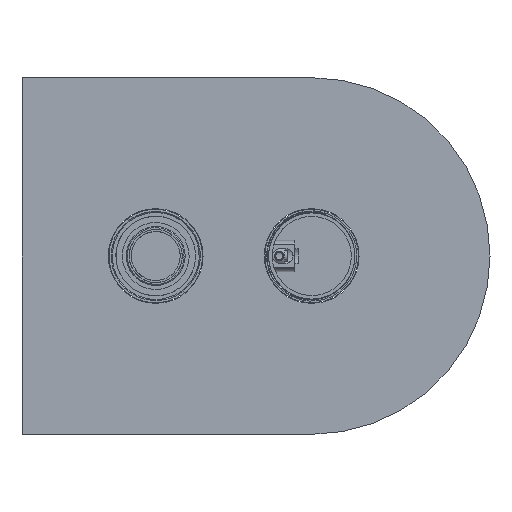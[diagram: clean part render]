
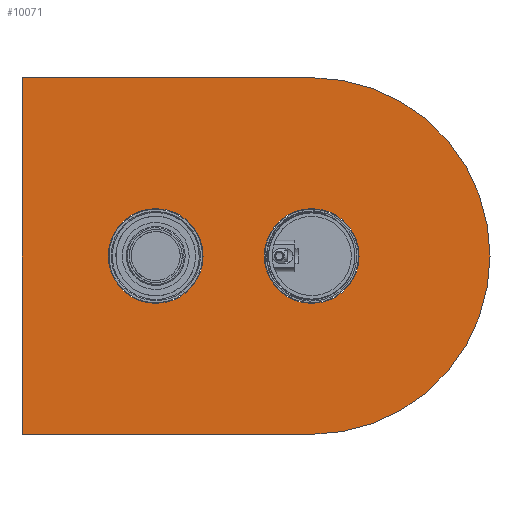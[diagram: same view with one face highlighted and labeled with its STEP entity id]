
A CAD part, left-side view. The second image highlights one B-rep face of the part: STEP entity #10071.
In plain terms, the highlighted planar face has unit normal (-1, 0, 0).
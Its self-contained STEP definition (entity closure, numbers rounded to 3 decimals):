
#510 = PLANE ( 'NONE',  #908 ) ;
#908 = AXIS2_PLACEMENT_3D ( 'NONE', #2554, #4474, #10996 ) ;
#912 = ORIENTED_EDGE ( 'NONE', *, *, #2050, .T. ) ;
#952 = CARTESIAN_POINT ( 'NONE',  ( -1.419, 130., -80. ) ) ;
#1002 = EDGE_LOOP ( 'NONE', ( #4402 ) ) ;
#1013 = CARTESIAN_POINT ( 'NONE',  ( -1.419, 0., 0. ) ) ;
#1059 = EDGE_LOOP ( 'NONE', ( #4022 ) ) ;
#1726 = DIRECTION ( 'NONE',  ( 0., 1., 0. ) ) ;
#2050 = EDGE_CURVE ( 'NONE', #5276, #2129, #2137, .T. ) ;
#2129 = VERTEX_POINT ( 'NONE', #12113 ) ;
#2137 = CIRCLE ( 'NONE', #11029, 80. ) ;
#2213 = EDGE_CURVE ( 'NONE', #8864, #8864, #10478, .T. ) ;
#2247 = CARTESIAN_POINT ( 'NONE',  ( -1.419, 130., 80. ) ) ;
#2554 = CARTESIAN_POINT ( 'NONE',  ( -1.419, 0., 0. ) ) ;
#2579 = EDGE_LOOP ( 'NONE', ( #11515, #9961, #9218, #912 ) ) ;
#2651 = CARTESIAN_POINT ( 'NONE',  ( -1.419, 0., -80. ) ) ;
#3124 = EDGE_CURVE ( 'NONE', #6552, #5276, #7506, .T. ) ;
#3256 = CIRCLE ( 'NONE', #11861, 21.25 ) ;
#3694 = DIRECTION ( 'NONE',  ( 0., 0., 1. ) ) ;
#4018 = DIRECTION ( 'NONE',  ( -1., 0., 0. ) ) ;
#4022 = ORIENTED_EDGE ( 'NONE', *, *, #2213, .F. ) ;
#4136 = DIRECTION ( 'NONE',  ( 0., 0., -1. ) ) ;
#4402 = ORIENTED_EDGE ( 'NONE', *, *, #4788, .F. ) ;
#4435 = CARTESIAN_POINT ( 'NONE',  ( -1.419, 0., 80. ) ) ;
#4441 = FACE_BOUND ( 'NONE', #1002, .T. ) ;
#4474 = DIRECTION ( 'NONE',  ( -1., 0., 0. ) ) ;
#4569 = DIRECTION ( 'NONE',  ( -1., 0., 0. ) ) ;
#4591 = DIRECTION ( 'NONE',  ( -1., 0., 0. ) ) ;
#4740 = VECTOR ( 'NONE', #7742, 1000. ) ;
#4788 = EDGE_CURVE ( 'NONE', #10763, #10763, #3256, .T. ) ;
#4917 = EDGE_CURVE ( 'NONE', #2129, #9462, #7784, .T. ) ;
#5096 = EDGE_CURVE ( 'NONE', #9462, #6552, #9981, .T. ) ;
#5276 = VERTEX_POINT ( 'NONE', #2651 ) ;
#6055 = FACE_OUTER_BOUND ( 'NONE', #2579, .T. ) ;
#6335 = DIRECTION ( 'NONE',  ( 0., 0., 1. ) ) ;
#6552 = VERTEX_POINT ( 'NONE', #952 ) ;
#6669 = DIRECTION ( 'NONE',  ( 0., 0., 1. ) ) ;
#7299 = CARTESIAN_POINT ( 'NONE',  ( -1.419, 0., 0. ) ) ;
#7506 = LINE ( 'NONE', #10611, #4740 ) ;
#7728 = CARTESIAN_POINT ( 'NONE',  ( -1.419, 70., 0. ) ) ;
#7742 = DIRECTION ( 'NONE',  ( 0., -1., 0. ) ) ;
#7784 = LINE ( 'NONE', #4435, #9687 ) ;
#8060 = CARTESIAN_POINT ( 'NONE',  ( -1.419, 70., 21.25 ) ) ;
#8522 = FACE_BOUND ( 'NONE', #1059, .T. ) ;
#8864 = VERTEX_POINT ( 'NONE', #8060 ) ;
#8957 = VECTOR ( 'NONE', #4136, 1000. ) ;
#9034 = CARTESIAN_POINT ( 'NONE',  ( -1.419, 0., 21.25 ) ) ;
#9218 = ORIENTED_EDGE ( 'NONE', *, *, #3124, .T. ) ;
#9462 = VERTEX_POINT ( 'NONE', #10286 ) ;
#9687 = VECTOR ( 'NONE', #1726, 1000. ) ;
#9961 = ORIENTED_EDGE ( 'NONE', *, *, #5096, .T. ) ;
#9981 = LINE ( 'NONE', #2247, #8957 ) ;
#10071 = ADVANCED_FACE ( 'NONE', ( #4441, #8522, #6055 ), #510, .T. ) ;
#10267 = AXIS2_PLACEMENT_3D ( 'NONE', #7728, #4018, #6669 ) ;
#10286 = CARTESIAN_POINT ( 'NONE',  ( -1.419, 130., 80. ) ) ;
#10478 = CIRCLE ( 'NONE', #10267, 21.25 ) ;
#10611 = CARTESIAN_POINT ( 'NONE',  ( -1.419, 130., -80. ) ) ;
#10763 = VERTEX_POINT ( 'NONE', #9034 ) ;
#10996 = DIRECTION ( 'NONE',  ( 0., 0., 1. ) ) ;
#11029 = AXIS2_PLACEMENT_3D ( 'NONE', #1013, #4591, #3694 ) ;
#11515 = ORIENTED_EDGE ( 'NONE', *, *, #4917, .T. ) ;
#11861 = AXIS2_PLACEMENT_3D ( 'NONE', #7299, #4569, #6335 ) ;
#12113 = CARTESIAN_POINT ( 'NONE',  ( -1.419, 0., 80. ) ) ;
